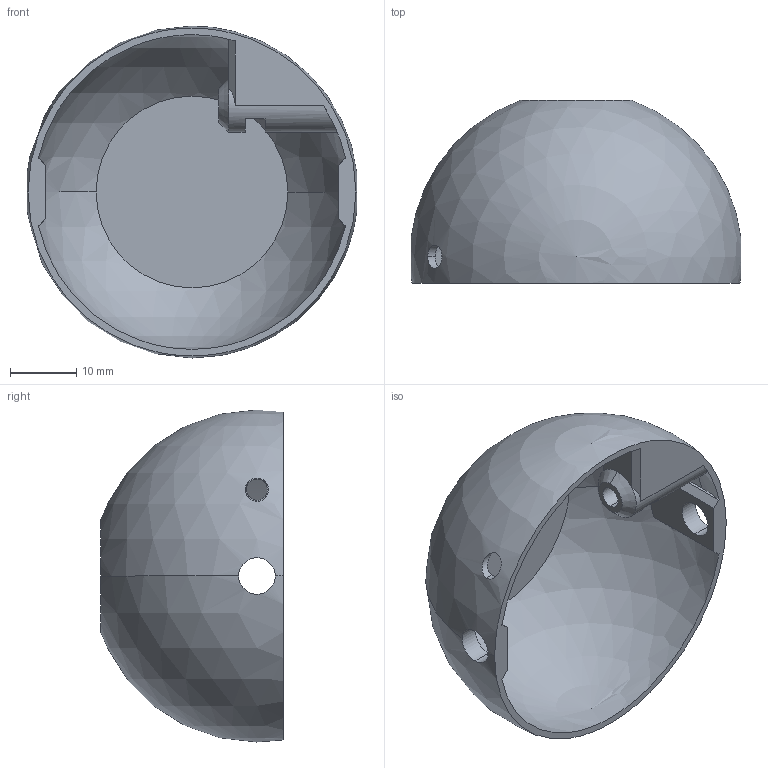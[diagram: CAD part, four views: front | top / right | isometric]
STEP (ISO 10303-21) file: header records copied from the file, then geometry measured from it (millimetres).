
FILE_DESCRIPTION (( 'STEP AP203' ), '1' );
FILE_NAME ('eye-shell.step', '2015-02-17T12:48:01', ( 'Cesar' ), ( '' ), 'SwSTEP 2.0', 'SolidWorks 2013', '' );
FILE_SCHEMA (( 'CONFIG_CONTROL_DESIGN' ));
Length unit declared in the file: millimetre
Products named in the file (1): eye-shell
Bounding box: 49.7 x 27.56 x 50 mm (x, y, z)
Volume: 6375.7 mm3; surface area: 9591.6 mm2
Topology: 1 solids, 1 shells, 49 faces, 145 edges, 94 vertices
Faces by surface type: plane 25, cylinder 14, sphere 6, cone 4
Entity records: 1811 total; most frequent: CARTESIAN_POINT 447, DIRECTION 286, ORIENTED_EDGE 266, EDGE_CURVE 133, AXIS2_PLACEMENT_3D 114, VERTEX_POINT 87, CIRCLE 65, VECTOR 58
